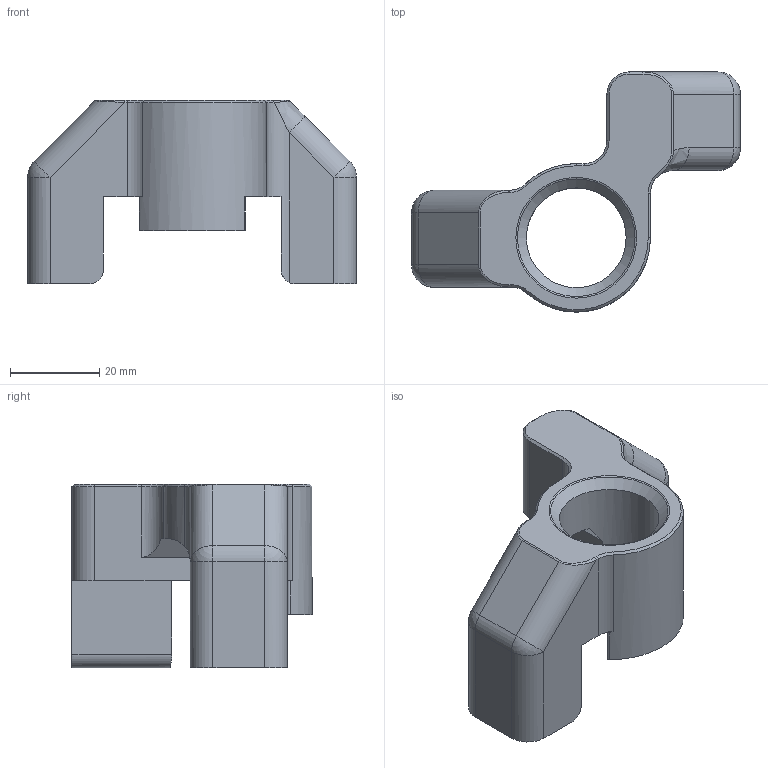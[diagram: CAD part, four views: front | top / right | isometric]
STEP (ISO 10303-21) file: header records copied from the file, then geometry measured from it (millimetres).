
FILE_DESCRIPTION(/* description */ ('STEP AP242','CAx-IF Rec.Pracs.---Representation and Presentation of Product Manufacturing Information (PMI)---4.0---2014-10-13','CAx-IF Rec.Pracs.---3D Tessellated Geometry---0.4---2014-09-14','2;1'),/* implementation_level */ '2;1');
FILE_NAME(/* name */ '626addbb330a6107eff9723b',/* time_stamp */ '2022-04-28T18:32:28+00:00',/* author */ (''),/* organization */ (''),/* preprocessor_version */ 'ST-DEVELOPER v18.101',/* originating_system */ ' ',/* authorisation */ ' ');
FILE_SCHEMA (('AP242_MANAGED_MODEL_BASED_3D_ENGINEERING_MIM_LF { 1 0 10303 442 1 1 4 }'));
Length unit declared in the file: metre
Products named in the file (1): Shroud
Bounding box: 73.77 x 53.84 x 41.13 mm (x, y, z)
Volume: 42503.6 mm3; surface area: 12577 mm2
Topology: 1 solids, 1 shells, 78 faces, 202 edges, 121 vertices
Faces by surface type: plane 33, cylinder 25, cone 11, bspline 5, sphere 4
Full cylindrical faces by diameter (mm): 5.105 x2, 22.384 x1
Entity records: 2394 total; most frequent: CARTESIAN_POINT 558, DIRECTION 381, ORIENTED_EDGE 370, EDGE_CURVE 185, AXIS2_PLACEMENT_3D 140, VERTEX_POINT 117, LINE 101, VECTOR 101
